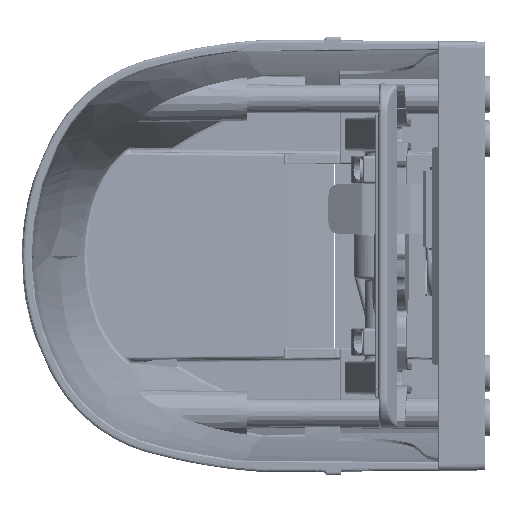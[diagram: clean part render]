
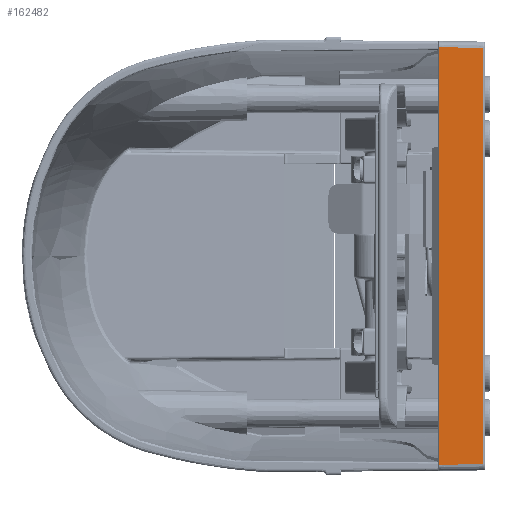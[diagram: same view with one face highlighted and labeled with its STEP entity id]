
A CAD part, left-side view. The second image highlights one B-rep face of the part: STEP entity #162482.
In plain terms, the highlighted planar face has unit normal (-1, 0, 0).
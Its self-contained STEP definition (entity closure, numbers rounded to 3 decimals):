
#5276 = VECTOR ( 'NONE', #173788, 1000. ) ;
#10044 = CARTESIAN_POINT ( 'NONE',  ( 18.416, 110.222, 178.172 ) ) ;
#11126 = EDGE_CURVE ( 'NONE', #41076, #161361, #62326, .T. ) ;
#24050 = VECTOR ( 'NONE', #160596, 1000. ) ;
#36166 = CARTESIAN_POINT ( 'NONE',  ( 18.416, 124.559, 207.969 ) ) ;
#36679 = CARTESIAN_POINT ( 'NONE',  ( 18.416, 124.559, 70.466 ) ) ;
#39992 = DIRECTION ( 'NONE',  ( 1., 0., 0. ) ) ;
#41076 = VERTEX_POINT ( 'NONE', #171670 ) ;
#44946 = AXIS2_PLACEMENT_3D ( 'NONE', #100241, #39992, #181643 ) ;
#45158 = FACE_OUTER_BOUND ( 'NONE', #164810, .T. ) ;
#56148 = CARTESIAN_POINT ( 'NONE',  ( 18.416, 110.222, 70.591 ) ) ;
#62326 = LINE ( 'NONE', #10044, #5276 ) ;
#72690 = EDGE_CURVE ( 'NONE', #239842, #220793, #157392, .T. ) ;
#100241 = CARTESIAN_POINT ( 'NONE',  ( 18.416, 158.722, 207.969 ) ) ;
#108791 = ORIENTED_EDGE ( 'NONE', *, *, #11126, .F. ) ;
#122744 = CARTESIAN_POINT ( 'NONE',  ( 18.416, 110.222, 70.591 ) ) ;
#126002 = ORIENTED_EDGE ( 'NONE', *, *, #210982, .F. ) ;
#138394 = VECTOR ( 'NONE', #239615, 1000. ) ;
#153805 = CARTESIAN_POINT ( 'NONE',  ( 18.416, 124.559, 205.877 ) ) ;
#157392 = LINE ( 'NONE', #36166, #179484 ) ;
#158205 = CARTESIAN_POINT ( 'NONE',  ( 18.416, 117.511, 205.816 ) ) ;
#160596 = DIRECTION ( 'NONE',  ( 0., 1., -0.009 ) ) ;
#161361 = VERTEX_POINT ( 'NONE', #122744 ) ;
#162482 = ADVANCED_FACE ( 'NONE', ( #45158 ), #201065, .F. ) ;
#164810 = EDGE_LOOP ( 'NONE', ( #126002, #108791, #185920, #177819 ) ) ;
#171670 = CARTESIAN_POINT ( 'NONE',  ( 18.416, 110.222, 205.752 ) ) ;
#173788 = DIRECTION ( 'NONE',  ( 0., 0., -1. ) ) ;
#177819 = ORIENTED_EDGE ( 'NONE', *, *, #72690, .F. ) ;
#179213 = LINE ( 'NONE', #56148, #24050 ) ;
#179484 = VECTOR ( 'NONE', #224619, 1000. ) ;
#181643 = DIRECTION ( 'NONE',  ( 0., 0., -1. ) ) ;
#185920 = ORIENTED_EDGE ( 'NONE', *, *, #228156, .F. ) ;
#201065 = PLANE ( 'NONE',  #44946 ) ;
#210982 = EDGE_CURVE ( 'NONE', #161361, #239842, #179213, .T. ) ;
#220793 = VERTEX_POINT ( 'NONE', #153805 ) ;
#224619 = DIRECTION ( 'NONE',  ( 0., 0., 1. ) ) ;
#228156 = EDGE_CURVE ( 'NONE', #220793, #41076, #236567, .T. ) ;
#236567 = LINE ( 'NONE', #158205, #138394 ) ;
#239615 = DIRECTION ( 'NONE',  ( 0., -1., -0.009 ) ) ;
#239842 = VERTEX_POINT ( 'NONE', #36679 ) ;
